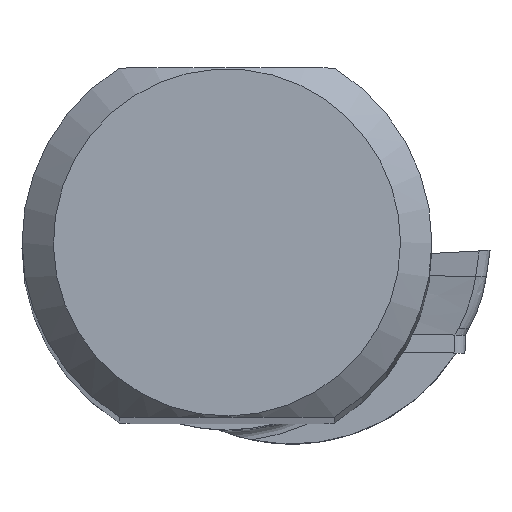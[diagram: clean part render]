
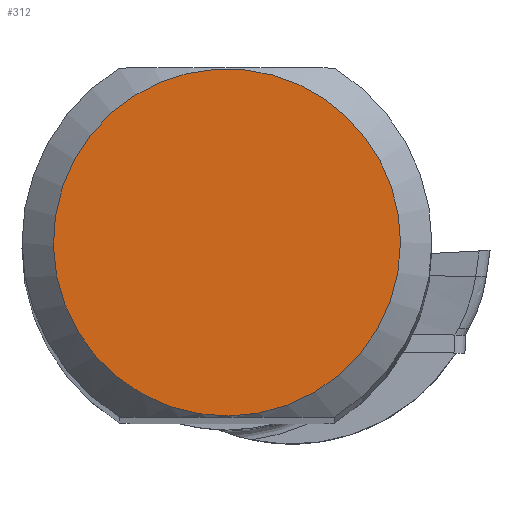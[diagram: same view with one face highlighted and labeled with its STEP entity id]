
A CAD part, top view. The second image highlights one B-rep face of the part: STEP entity #312.
In plain terms, the highlighted planar face has unit normal (0, 0, 1).
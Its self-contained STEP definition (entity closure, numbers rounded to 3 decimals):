
#159=PLANE('',#1912);
#312=ADVANCED_FACE('',(#438),#159,.F.);
#438=FACE_OUTER_BOUND('',#539,.T.);
#539=EDGE_LOOP('',(#1058));
#581=CIRCLE('',#1911,6.719);
#1058=ORIENTED_EDGE('',*,*,#1474,.T.);
#1229=VERTEX_POINT('',#3372);
#1474=EDGE_CURVE('',#1229,#1229,#581,.T.);
#1911=AXIS2_PLACEMENT_3D('',#3371,#2312,#2313);
#1912=AXIS2_PLACEMENT_3D('',#3373,#2314,#2315);
#2312=DIRECTION('',(0.,0.,1.));
#2313=DIRECTION('',(1.,0.,0.));
#2314=DIRECTION('',(0.,0.,-1.));
#2315=DIRECTION('',(-1.,0.,0.));
#3371=CARTESIAN_POINT('',(0.,0.,127.557));
#3372=CARTESIAN_POINT('',(6.719,0.,127.557));
#3373=CARTESIAN_POINT('',(6.719,0.,127.557));
